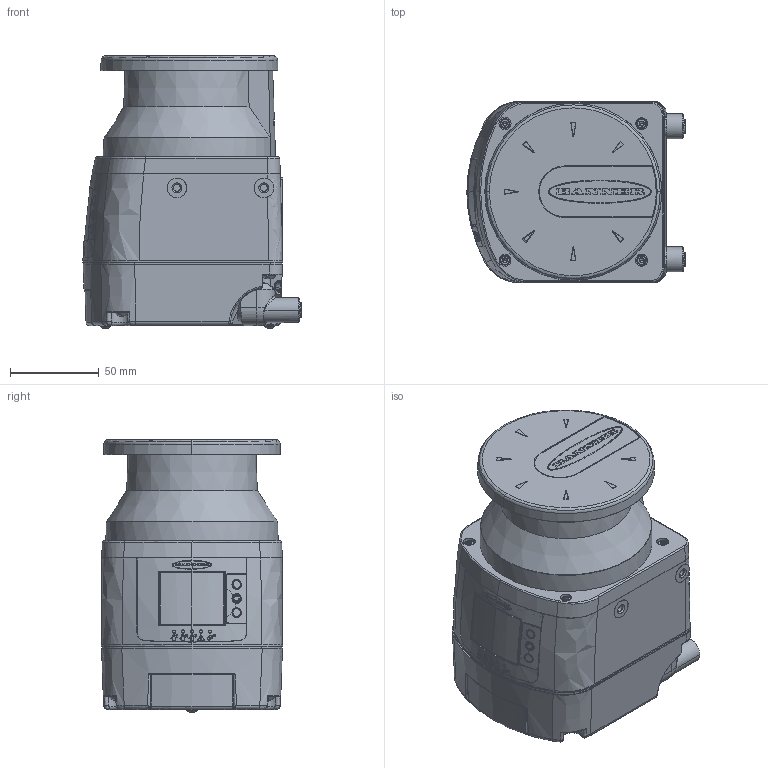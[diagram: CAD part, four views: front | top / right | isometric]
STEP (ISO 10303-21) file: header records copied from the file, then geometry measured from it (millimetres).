
FILE_DESCRIPTION((''),'2;1');
FILE_NAME('211713_ASM','2022-05-12T14:37:50',('PDMAdmin'),('BANNER ENGINEERING'),'CREO PARAMETRIC BY PTC INC, 2019292','CREO PARAMETRIC BY PTC INC, 2019292','');
FILE_SCHEMA(('CONFIG_CONTROL_DESIGN'));
Products named in the file (13): MBRA14187547UCTJ_3_AF0; MBRA14187547UCTJ_AF0_ASM; 211713_TOP_ASM; 211713_BOTTOM; 211713_DUAL_CONNECTOR; 211713_CONNECTOR_8PIN; 211713_CONNECTOR_4PIN; M4X8_HEX_BHCS; M4X20_HEX_BHCS; M3X25_HEX_BHCS; 211713_COVER; M3X20_HEX_BHCS; 211713_ASM
Assembly tree (16 placements, depth 4):
  211713_ASM
    211713_TOP_ASM
      MBRA14187547UCTJ_AF0_ASM
        MBRA14187547UCTJ_3_AF0
    211713_BOTTOM
    211713_DUAL_CONNECTOR
    211713_CONNECTOR_8PIN
    211713_CONNECTOR_4PIN
    M4X8_HEX_BHCS  x2
    M4X20_HEX_BHCS  x2
    M3X25_HEX_BHCS  x2
    211713_COVER
    M3X20_HEX_BHCS  x2
Bounding box: 123 x 102 x 153.8 mm (x, y, z)
Volume: 316764.8 mm3; surface area: 135670.5 mm2
Topology: 14 solids, 15 shells, 2114 faces, 5499 edges, 3526 vertices
Faces by surface type: plane 803, cylinder 493, bspline 419, cone 172, extrusion 116, torus 98, sphere 13
Entity records: 87876 total; most frequent: CARTESIAN_POINT 41071, ORIENTED_EDGE 10636, DIRECTION 8164, EDGE_CURVE 5318, VERTEX_POINT 3430, AXIS2_PLACEMENT_3D 2825, VECTOR 2514, LINE 2398
